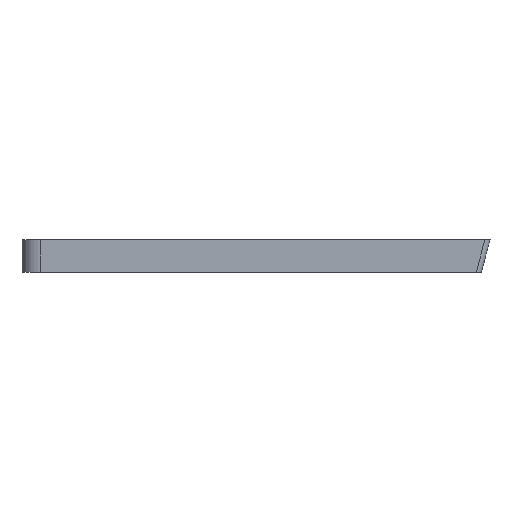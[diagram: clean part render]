
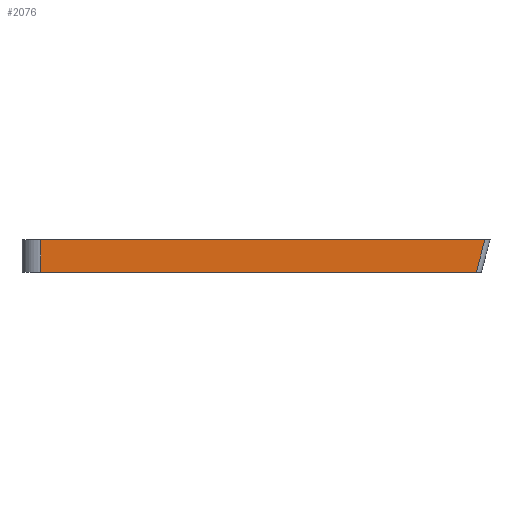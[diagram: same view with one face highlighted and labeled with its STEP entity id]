
A CAD part, left-side view. The second image highlights one B-rep face of the part: STEP entity #2076.
In plain terms, the highlighted planar face has unit normal (-1, 0, 0).
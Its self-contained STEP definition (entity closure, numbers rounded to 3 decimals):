
#54=PLANE('',#2233);
#131=FACE_OUTER_BOUND('',#245,.T.);
#245=EDGE_LOOP('',(#1502,#1503,#1504,#1505));
#371=LINE('',#3061,#599);
#375=LINE('',#3070,#603);
#414=LINE('',#3194,#642);
#415=LINE('',#3195,#643);
#599=VECTOR('',#2434,10.);
#603=VECTOR('',#2442,10.);
#642=VECTOR('',#2531,10.);
#643=VECTOR('',#2532,10.);
#900=VERTEX_POINT('',#3054);
#903=VERTEX_POINT('',#3059);
#906=VERTEX_POINT('',#3069);
#966=VERTEX_POINT('',#3193);
#1115=EDGE_CURVE('',#903,#900,#371,.T.);
#1119=EDGE_CURVE('',#900,#906,#375,.T.);
#1181=EDGE_CURVE('',#903,#966,#414,.T.);
#1182=EDGE_CURVE('',#906,#966,#415,.T.);
#1502=ORIENTED_EDGE('',*,*,#1115,.F.);
#1503=ORIENTED_EDGE('',*,*,#1181,.T.);
#1504=ORIENTED_EDGE('',*,*,#1182,.F.);
#1505=ORIENTED_EDGE('',*,*,#1119,.F.);
#2076=ADVANCED_FACE('',(#131),#54,.T.);
#2233=AXIS2_PLACEMENT_3D('',#3192,#2529,#2530);
#2434=DIRECTION('',(0.,0.,1.));
#2442=DIRECTION('',(0.,-1.,0.));
#2529=DIRECTION('center_axis',(-1.,0.,0.));
#2530=DIRECTION('ref_axis',(0.,1.,0.));
#2531=DIRECTION('',(0.,-1.,0.));
#2532=DIRECTION('',(0.,0.259,-0.966));
#3054=CARTESIAN_POINT('',(-1.785,-1.795,4.6));
#3059=CARTESIAN_POINT('',(-1.785,-1.795,-1.9));
#3061=CARTESIAN_POINT('',(-1.785,-1.795,-1.1));
#3069=CARTESIAN_POINT('',(-1.785,-91.437,4.6));
#3070=CARTESIAN_POINT('',(-1.785,-63.27,4.6));
#3192=CARTESIAN_POINT('Origin',(-1.785,-83.645,-1.1));
#3193=CARTESIAN_POINT('',(-1.785,-89.695,-1.9));
#3194=CARTESIAN_POINT('',(-1.785,-91.195,-1.9));
#3195=CARTESIAN_POINT('',(-1.785,-89.627,-2.154));
